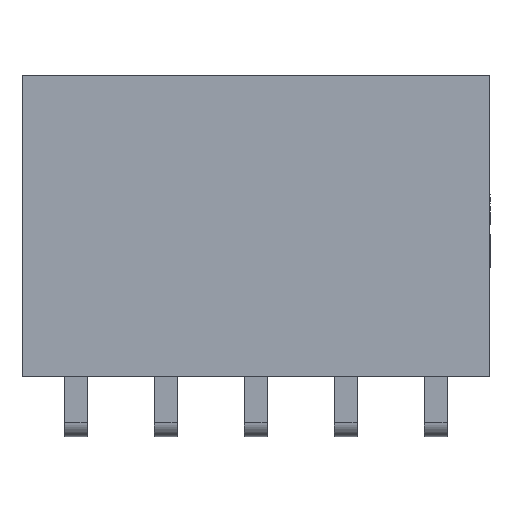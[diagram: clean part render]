
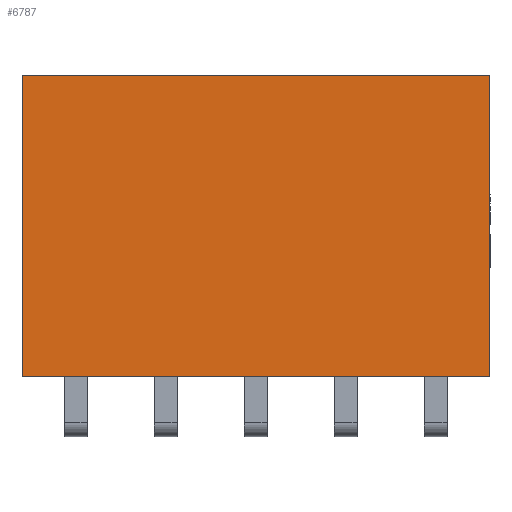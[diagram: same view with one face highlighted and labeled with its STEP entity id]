
A CAD part, top view. The second image highlights one B-rep face of the part: STEP entity #6787.
In plain terms, the highlighted planar face has unit normal (0, 0, 1).
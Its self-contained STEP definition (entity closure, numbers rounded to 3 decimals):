
#874 = VECTOR ( 'NONE', #3828, 1000. ) ;
#946 = CARTESIAN_POINT ( 'NONE',  ( 0., 0., 2.5 ) ) ;
#1099 = PLANE ( 'NONE',  #7102 ) ;
#1600 = DIRECTION ( 'NONE',  ( 1., 0., 0. ) ) ;
#1752 = CARTESIAN_POINT ( 'NONE',  ( 6.6, 4.25, 2.5 ) ) ;
#1890 = VERTEX_POINT ( 'NONE', #1752 ) ;
#3828 = DIRECTION ( 'NONE',  ( -1., 0., 0. ) ) ;
#4012 = DIRECTION ( 'NONE',  ( 0., 1., 0. ) ) ;
#4679 = CARTESIAN_POINT ( 'NONE',  ( -6.6, -4.25, 2.5 ) ) ;
#5443 = VECTOR ( 'NONE', #1600, 1000. ) ;
#5789 = VERTEX_POINT ( 'NONE', #14525 ) ;
#6005 = LINE ( 'NONE', #4679, #5443 ) ;
#6100 = EDGE_CURVE ( 'NONE', #7676, #17239, #15849, .T. ) ;
#6425 = FACE_OUTER_BOUND ( 'NONE', #14215, .T. ) ;
#6428 = ORIENTED_EDGE ( 'NONE', *, *, #11171, .T. ) ;
#6787 = ADVANCED_FACE ( 'NONE', ( #6425 ), #1099, .F. ) ;
#7102 = AXIS2_PLACEMENT_3D ( 'NONE', #946, #15763, #9005 ) ;
#7178 = DIRECTION ( 'NONE',  ( 0., -1., 0. ) ) ;
#7646 = CARTESIAN_POINT ( 'NONE',  ( -6.6, -4.25, 2.5 ) ) ;
#7676 = VERTEX_POINT ( 'NONE', #9297 ) ;
#7854 = CARTESIAN_POINT ( 'NONE',  ( -6.6, 4.25, 2.5 ) ) ;
#8008 = CARTESIAN_POINT ( 'NONE',  ( -6.6, -4.25, 2.5 ) ) ;
#8590 = VECTOR ( 'NONE', #4012, 1000. ) ;
#9005 = DIRECTION ( 'NONE',  ( -1., 0., 0. ) ) ;
#9297 = CARTESIAN_POINT ( 'NONE',  ( -6.6, 4.25, 2.5 ) ) ;
#9942 = ORIENTED_EDGE ( 'NONE', *, *, #11856, .T. ) ;
#11161 = VECTOR ( 'NONE', #7178, 1000. ) ;
#11171 = EDGE_CURVE ( 'NONE', #5789, #1890, #17311, .T. ) ;
#11182 = EDGE_CURVE ( 'NONE', #1890, #7676, #16315, .T. ) ;
#11856 = EDGE_CURVE ( 'NONE', #17239, #5789, #6005, .T. ) ;
#14215 = EDGE_LOOP ( 'NONE', ( #6428, #16697, #15133, #9942 ) ) ;
#14525 = CARTESIAN_POINT ( 'NONE',  ( 6.6, -4.25, 2.5 ) ) ;
#15133 = ORIENTED_EDGE ( 'NONE', *, *, #6100, .T. ) ;
#15763 = DIRECTION ( 'NONE',  ( 0., 0., -1. ) ) ;
#15849 = LINE ( 'NONE', #8008, #11161 ) ;
#16315 = LINE ( 'NONE', #7854, #874 ) ;
#16697 = ORIENTED_EDGE ( 'NONE', *, *, #11182, .T. ) ;
#17239 = VERTEX_POINT ( 'NONE', #7646 ) ;
#17311 = LINE ( 'NONE', #17653, #8590 ) ;
#17653 = CARTESIAN_POINT ( 'NONE',  ( 6.6, -4.25, 2.5 ) ) ;
